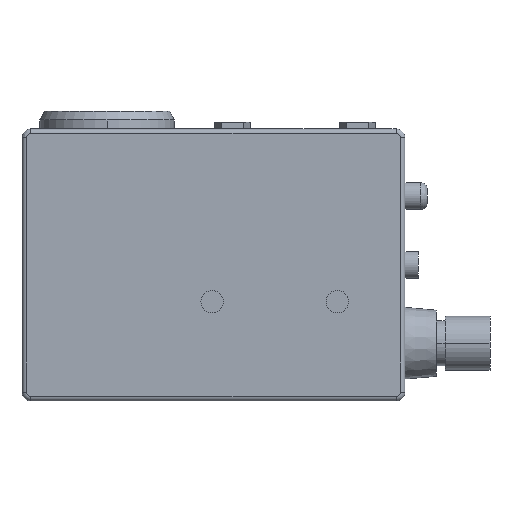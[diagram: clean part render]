
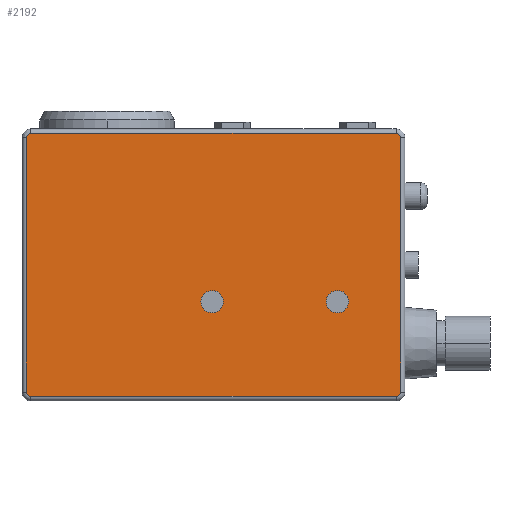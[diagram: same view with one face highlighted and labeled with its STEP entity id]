
A CAD part, left-side view. The second image highlights one B-rep face of the part: STEP entity #2192.
In plain terms, the highlighted planar face has unit normal (-1, 0, 0).
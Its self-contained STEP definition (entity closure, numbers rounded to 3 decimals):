
#301=CARTESIAN_POINT('',(-16.5,43.1,-38.6));
#302=DIRECTION('',(1.,0.,0.));
#303=DIRECTION('',(0.,1.,0.));
#304=AXIS2_PLACEMENT_3D('',#301,#302,#303);
#309=CARTESIAN_POINT('',(-16.5,43.1,-38.6));
#310=DIRECTION('',(1.,0.,0.));
#311=DIRECTION('',(0.,-1.,0.));
#312=AXIS2_PLACEMENT_3D('',#309,#310,#311);
#317=CARTESIAN_POINT('',(-16.5,15.1,-38.6));
#318=DIRECTION('',(1.,0.,0.));
#319=DIRECTION('',(0.,1.,0.));
#320=AXIS2_PLACEMENT_3D('',#317,#318,#319);
#325=CARTESIAN_POINT('',(-16.5,15.1,-38.6));
#326=DIRECTION('',(1.,0.,0.));
#327=DIRECTION('',(0.,-1.,0.));
#328=AXIS2_PLACEMENT_3D('',#325,#326,#327);
#333=DIRECTION('',(0.,0.,-1.));
#334=VECTOR('',#333,56.8);
#335=CARTESIAN_POINT('',(-16.5,84.6,-2.));
#336=LINE('',#335,#334);
#340=CARTESIAN_POINT('',(-16.5,83.6,-2.));
#341=DIRECTION('',(-1.,0.,0.));
#342=DIRECTION('',(0.,0.,1.));
#343=AXIS2_PLACEMENT_3D('',#340,#341,#342);
#348=DIRECTION('',(0.,1.,0.));
#349=VECTOR('',#348,81.6);
#350=CARTESIAN_POINT('',(-16.5,2.,-1.));
#351=LINE('',#350,#349);
#355=CARTESIAN_POINT('',(-16.5,2.,-2.));
#356=DIRECTION('',(-1.,0.,0.));
#357=DIRECTION('',(0.,-1.,0.));
#358=AXIS2_PLACEMENT_3D('',#355,#356,#357);
#363=DIRECTION('',(0.,0.,1.));
#364=VECTOR('',#363,56.8);
#365=CARTESIAN_POINT('',(-16.5,1.,-58.8));
#366=LINE('',#365,#364);
#370=CARTESIAN_POINT('',(-16.5,2.,-58.8));
#371=DIRECTION('',(-1.,0.,0.));
#372=DIRECTION('',(0.,0.,-1.));
#373=AXIS2_PLACEMENT_3D('',#370,#371,#372);
#378=DIRECTION('',(0.,-1.,0.));
#379=VECTOR('',#378,81.6);
#380=CARTESIAN_POINT('',(-16.5,83.6,-59.8));
#381=LINE('',#380,#379);
#385=CARTESIAN_POINT('',(-16.5,83.6,-58.8));
#386=DIRECTION('',(-1.,0.,0.));
#387=DIRECTION('',(0.,1.,0.));
#388=AXIS2_PLACEMENT_3D('',#385,#386,#387);
#1787=CARTESIAN_POINT('',(-16.5,45.6,-38.6));
#1788=CARTESIAN_POINT('',(-16.5,40.6,-38.6));
#1789=VERTEX_POINT('',#1787);
#1790=VERTEX_POINT('',#1788);
#1795=CARTESIAN_POINT('',(-16.5,17.6,-38.6));
#1796=CARTESIAN_POINT('',(-16.5,12.6,-38.6));
#1797=VERTEX_POINT('',#1795);
#1798=VERTEX_POINT('',#1796);
#1831=CARTESIAN_POINT('',(-16.5,84.6,-2.));
#1832=CARTESIAN_POINT('',(-16.5,84.6,-58.8));
#1833=VERTEX_POINT('',#1831);
#1834=VERTEX_POINT('',#1832);
#1839=CARTESIAN_POINT('',(-16.5,83.6,-59.8));
#1840=VERTEX_POINT('',#1839);
#1843=CARTESIAN_POINT('',(-16.5,2.,-59.8));
#1844=VERTEX_POINT('',#1843);
#1847=CARTESIAN_POINT('',(-16.5,1.,-58.8));
#1848=VERTEX_POINT('',#1847);
#1851=CARTESIAN_POINT('',(-16.5,1.,-2.));
#1852=VERTEX_POINT('',#1851);
#1855=CARTESIAN_POINT('',(-16.5,2.,-1.));
#1856=VERTEX_POINT('',#1855);
#1859=CARTESIAN_POINT('',(-16.5,83.6,-1.));
#1860=VERTEX_POINT('',#1859);
#2158=CARTESIAN_POINT('',(-16.5,85.6,0.));
#2159=DIRECTION('',(-1.,0.,0.));
#2160=DIRECTION('',(0.,-1.,0.));
#2161=AXIS2_PLACEMENT_3D('',#2158,#2159,#2160);
#2162=PLANE('',#2161);
#2164=ORIENTED_EDGE('',*,*,#2163,.F.);
#2166=ORIENTED_EDGE('',*,*,#2165,.F.);
#2168=ORIENTED_EDGE('',*,*,#2167,.F.);
#2170=ORIENTED_EDGE('',*,*,#2169,.F.);
#2172=ORIENTED_EDGE('',*,*,#2171,.F.);
#2173=ORIENTED_EDGE('',*,*,#2148,.F.);
#2175=ORIENTED_EDGE('',*,*,#2174,.F.);
#2177=ORIENTED_EDGE('',*,*,#2176,.F.);
#2178=EDGE_LOOP('',(#2164,#2166,#2168,#2170,#2172,#2173,#2175,#2177));
#2179=FACE_OUTER_BOUND('',#2178,.F.);
#2181=ORIENTED_EDGE('',*,*,#2180,.F.);
#2183=ORIENTED_EDGE('',*,*,#2182,.F.);
#2184=EDGE_LOOP('',(#2181,#2183));
#2185=FACE_BOUND('',#2184,.F.);
#2187=ORIENTED_EDGE('',*,*,#2186,.F.);
#2189=ORIENTED_EDGE('',*,*,#2188,.F.);
#2190=EDGE_LOOP('',(#2187,#2189));
#2191=FACE_BOUND('',#2190,.F.);
#2192=ADVANCED_FACE('',(#2179,#2185,#2191),#2162,.T.);
#305=CIRCLE('',#304,2.5);
#313=CIRCLE('',#312,2.5);
#321=CIRCLE('',#320,2.5);
#329=CIRCLE('',#328,2.5);
#344=CIRCLE('',#343,1.);
#359=CIRCLE('',#358,1.);
#374=CIRCLE('',#373,1.);
#389=CIRCLE('',#388,1.);
#2148=EDGE_CURVE('',#1844,#1848,#374,.T.);
#2163=EDGE_CURVE('',#1833,#1834,#336,.T.);
#2165=EDGE_CURVE('',#1860,#1833,#344,.T.);
#2167=EDGE_CURVE('',#1856,#1860,#351,.T.);
#2169=EDGE_CURVE('',#1852,#1856,#359,.T.);
#2171=EDGE_CURVE('',#1848,#1852,#366,.T.);
#2174=EDGE_CURVE('',#1840,#1844,#381,.T.);
#2176=EDGE_CURVE('',#1834,#1840,#389,.T.);
#2180=EDGE_CURVE('',#1789,#1790,#305,.T.);
#2182=EDGE_CURVE('',#1790,#1789,#313,.T.);
#2186=EDGE_CURVE('',#1797,#1798,#321,.T.);
#2188=EDGE_CURVE('',#1798,#1797,#329,.T.);
